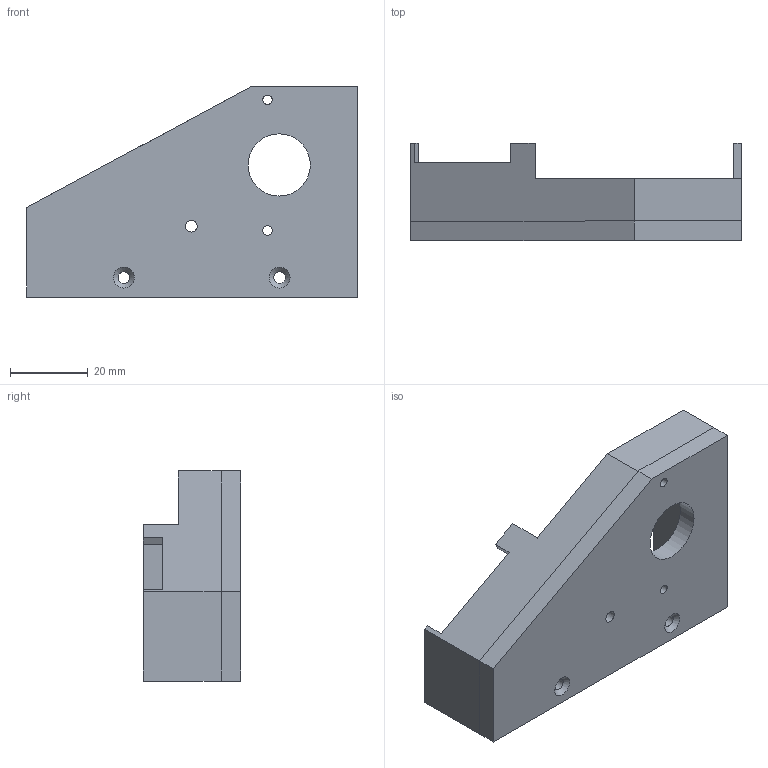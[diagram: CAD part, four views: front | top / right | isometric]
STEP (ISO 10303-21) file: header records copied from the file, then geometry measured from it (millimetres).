
FILE_DESCRIPTION(('FreeCAD Model'),'2;1');
FILE_NAME('Open CASCADE Shape Model','2023-02-20T21:07:30',(''),(''), 'Open CASCADE STEP processor 7.6','FreeCAD','Unknown');
FILE_SCHEMA(('AUTOMOTIVE_DESIGN { 1 0 10303 214 1 1 1 1 }'));
Length unit declared in the file: millimetre
Products named in the file (1): кожух
Bounding box: 85 x 25 x 54 mm (x, y, z)
Volume: 22415.9 mm3; surface area: 13902.5 mm2
Topology: 1 solids, 1 shells, 35 faces, 89 edges, 56 vertices
Faces by surface type: plane 27, cylinder 6, cone 2
Full cylindrical faces by diameter (mm): 2.4 x2, 3 x3, 16 x1
Entity records: 2278 total; most frequent: CARTESIAN_POINT 431, DIRECTION 341, LINE 241, VECTOR 241, ORIENTED_EDGE 178, PCURVE 178, DEFINITIONAL_REPRESENTATION 178, EDGE_CURVE 89
